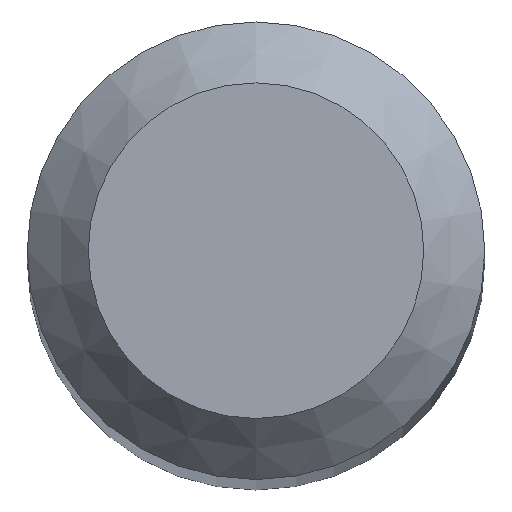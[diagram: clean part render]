
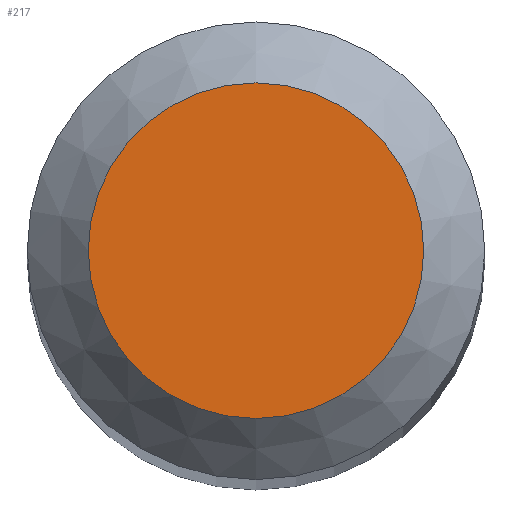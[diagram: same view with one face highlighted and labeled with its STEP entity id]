
A CAD part, top view. The second image highlights one B-rep face of the part: STEP entity #217.
In plain terms, the highlighted planar face has unit normal (0, 0, 1).
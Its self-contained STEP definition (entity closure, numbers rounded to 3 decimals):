
#6 = DIRECTION ( 'NONE',  ( 0., 0., -1. ) ) ;
#8 = DIRECTION ( 'NONE',  ( 0., 1., 0. ) ) ;
#23 = CARTESIAN_POINT ( 'NONE',  ( 0., 0., 30. ) ) ;
#44 = DIRECTION ( 'NONE',  ( 0., 0., -1. ) ) ;
#87 = CARTESIAN_POINT ( 'NONE',  ( 0., 0.55, 30. ) ) ;
#91 = ORIENTED_EDGE ( 'NONE', *, *, #200, .F. ) ;
#105 = VERTEX_POINT ( 'NONE', #87 ) ;
#108 = EDGE_LOOP ( 'NONE', ( #91 ) ) ;
#112 = FACE_OUTER_BOUND ( 'NONE', #108, .T. ) ;
#150 = CIRCLE ( 'NONE', #185, 0.55 ) ;
#162 = CARTESIAN_POINT ( 'NONE',  ( 0., 0., 30. ) ) ;
#164 = DIRECTION ( 'NONE',  ( 0., 1., 0. ) ) ;
#175 = PLANE ( 'NONE',  #206 ) ;
#185 = AXIS2_PLACEMENT_3D ( 'NONE', #162, #44, #8 ) ;
#200 = EDGE_CURVE ( 'NONE', #105, #105, #150, .T. ) ;
#206 = AXIS2_PLACEMENT_3D ( 'NONE', #23, #6, #164 ) ;
#217 = ADVANCED_FACE ( 'NONE', ( #112 ), #175, .F. ) ;
